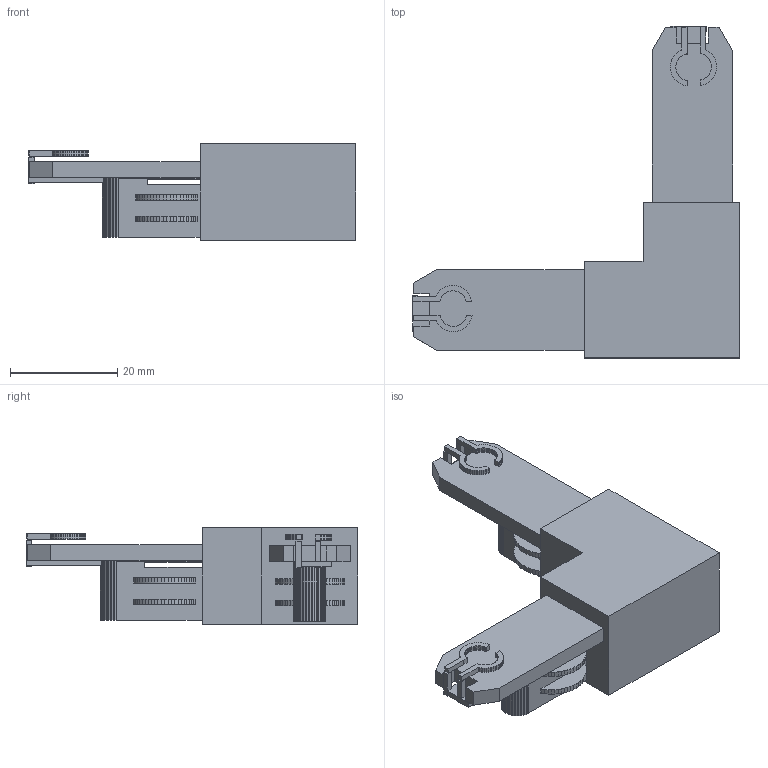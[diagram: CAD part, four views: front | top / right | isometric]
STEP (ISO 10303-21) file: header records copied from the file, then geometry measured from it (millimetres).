
FILE_DESCRIPTION(/* description */ ('This is a sample STEP configuration'),/* implementation_level */ '2;1');
FILE_NAME(/* name */ '652-00310xxxxx SIMPLE.ipt_Rev_00.stp',/* time_stamp */ '2024-03-27T11:57:31+01:00',/* author */ ('powerJobs'),/* organization */ ('coolOrange'),/* preprocessor_version */ 'ST-DEVELOPER v19.2',/* originating_system */ 'Autodesk Inventor 2023',/* authorisation */ '');
FILE_SCHEMA (('AUTOMOTIVE_DESIGN { 1 0 10303 214 3 1 1 }'));
Length unit declared in the file: millimetre
Products named in the file (1): ENG000033994
Bounding box: 60.99 x 61.79 x 18 mm (x, y, z)
Volume: 18382.7 mm3; surface area: 8050.3 mm2
Topology: 5 solids, 5 shells, 634 faces, 1842 edges, 1228 vertices
Faces by surface type: plane 634
Entity records: 20521 total; most frequent: CARTESIAN_POINT 3705, ORIENTED_EDGE 3684, DIRECTION 3112, LINE 1842, VECTOR 1842, EDGE_CURVE 1842, VERTEX_POINT 1228, EDGE_LOOP 652
